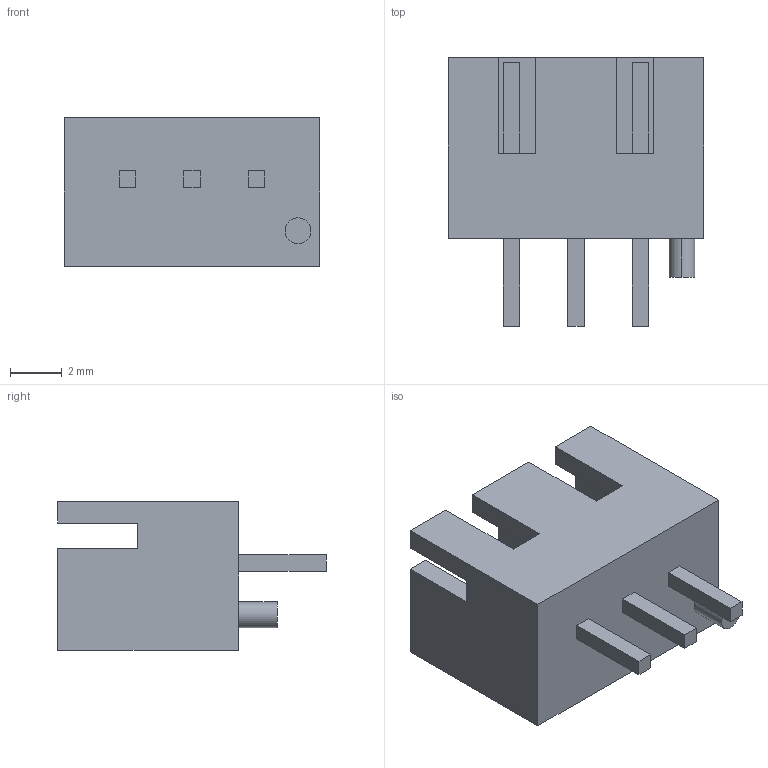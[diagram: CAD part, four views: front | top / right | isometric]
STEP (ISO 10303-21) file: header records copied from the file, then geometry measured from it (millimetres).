
FILE_DESCRIPTION (( 'STEP AP214' ), '1' );
FILE_NAME ('B3B-XH-AM.STEP', '2010-06-23T07:24:16', ( 'JSTOEC' ), ( '' ), 'SwSTEP 2.0', 'SolidWorks 2005235', '' );
FILE_SCHEMA (( 'AUTOMOTIVE_DESIGN' ));
Length unit declared in the file: millimetre
Products named in the file (1): B3B-XH-AM
Bounding box: 9.9 x 10.4 x 5.75 mm (x, y, z)
Volume: 237.2 mm3; surface area: 502.8 mm2
Topology: 1 solids, 1 shells, 57 faces, 144 edges, 96 vertices
Faces by surface type: plane 55, cylinder 2
Entity records: 2035 total; most frequent: CARTESIAN_POINT 298, ORIENTED_EDGE 288, DIRECTION 264, EDGE_CURVE 144, LINE 140, VECTOR 140, VERTEX_POINT 96, EDGE_LOOP 64
